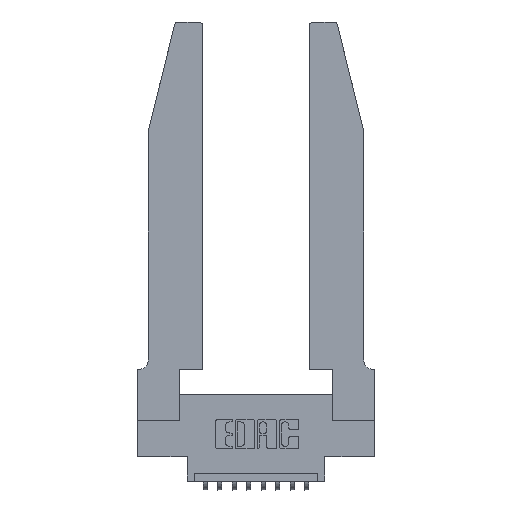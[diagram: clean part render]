
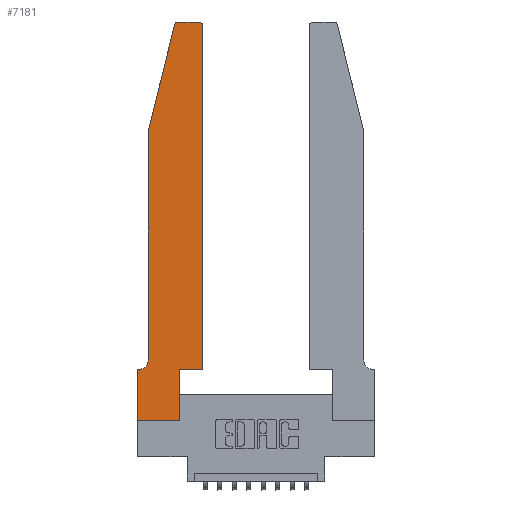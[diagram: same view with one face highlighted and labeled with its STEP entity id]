
A CAD part, top view. The second image highlights one B-rep face of the part: STEP entity #7181.
In plain terms, the highlighted planar face has unit normal (0, 0, 1).
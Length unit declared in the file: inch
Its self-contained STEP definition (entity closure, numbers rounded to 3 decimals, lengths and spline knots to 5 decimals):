
#59 = EDGE_CURVE ( 'NONE', #569, #12011, #6287, .T. ) ;
#80 = EDGE_CURVE ( 'NONE', #14140, #2906, #13489, .T. ) ;
#419 = AXIS2_PLACEMENT_3D ( 'NONE', #1052, #11827, #14345 ) ;
#569 = VERTEX_POINT ( 'NONE', #13866 ) ;
#1052 = CARTESIAN_POINT ( 'NONE',  ( 0.284, 2.72, 0.37 ) ) ;
#1091 = DIRECTION ( 'NONE',  ( -1., 0., 0. ) ) ;
#1191 = VECTOR ( 'NONE', #2129, 39.37008 ) ;
#1441 = CARTESIAN_POINT ( 'NONE',  ( 0., 0.35, 0.37 ) ) ;
#1729 = EDGE_CURVE ( 'NONE', #8605, #14140, #8349, .T. ) ;
#1910 = LINE ( 'NONE', #13972, #10589 ) ;
#1981 = CARTESIAN_POINT ( 'NONE',  ( 0.0755, 0.35, 0.37 ) ) ;
#2129 = DIRECTION ( 'NONE',  ( 0., 1., 0. ) ) ;
#2186 = CARTESIAN_POINT ( 'NONE',  ( 0.4505, 0.35, 0.37 ) ) ;
#2354 = CIRCLE ( 'NONE', #3023, 0.07 ) ;
#2906 = VERTEX_POINT ( 'NONE', #11324 ) ;
#3023 = AXIS2_PLACEMENT_3D ( 'NONE', #15517, #8253, #1091 ) ;
#3254 = EDGE_CURVE ( 'NONE', #2906, #14124, #14473, .T. ) ;
#3437 = CARTESIAN_POINT ( 'NONE',  ( 0., 0., 0.37 ) ) ;
#3454 = ORIENTED_EDGE ( 'NONE', *, *, #59, .T. ) ;
#3527 = VECTOR ( 'NONE', #12391, 39.37008 ) ;
#3637 = EDGE_CURVE ( 'NONE', #14124, #5344, #6136, .T. ) ;
#3766 = EDGE_CURVE ( 'NONE', #6600, #6795, #12382, .T. ) ;
#3784 = CARTESIAN_POINT ( 'NONE',  ( 0.0755, 0.42, 0.37 ) ) ;
#3907 = CARTESIAN_POINT ( 'NONE',  ( 0., 0., 0.37 ) ) ;
#4170 = CARTESIAN_POINT ( 'NONE',  ( 0.2605, 2.75, 0.37 ) ) ;
#4288 = CARTESIAN_POINT ( 'NONE',  ( 0.4505, 0.35, 0.37 ) ) ;
#4536 = CARTESIAN_POINT ( 'NONE',  ( 0.4505, 0.35, 0.37 ) ) ;
#4702 = EDGE_CURVE ( 'NONE', #10688, #569, #2354, .T. ) ;
#4878 = ORIENTED_EDGE ( 'NONE', *, *, #80, .T. ) ;
#4951 = ORIENTED_EDGE ( 'NONE', *, *, #11754, .T. ) ;
#4980 = ORIENTED_EDGE ( 'NONE', *, *, #14695, .T. ) ;
#5344 = VERTEX_POINT ( 'NONE', #7068 ) ;
#5534 = EDGE_CURVE ( 'NONE', #12011, #6600, #7140, .T. ) ;
#5790 = DIRECTION ( 'NONE',  ( 1., 0., 0. ) ) ;
#6135 = PLANE ( 'NONE',  #11497 ) ;
#6136 = CIRCLE ( 'NONE', #419, 0.03 ) ;
#6168 = DIRECTION ( 'NONE',  ( 1., 0., 0. ) ) ;
#6223 = AXIS2_PLACEMENT_3D ( 'NONE', #6832, #10573, #5790 ) ;
#6287 = LINE ( 'NONE', #1981, #11040 ) ;
#6384 = DIRECTION ( 'NONE',  ( 0., -1., 0. ) ) ;
#6600 = VERTEX_POINT ( 'NONE', #7673 ) ;
#6795 = VERTEX_POINT ( 'NONE', #11592 ) ;
#6832 = CARTESIAN_POINT ( 'NONE',  ( 0.4205, 2.72, 0.37 ) ) ;
#6864 = FACE_OUTER_BOUND ( 'NONE', #13536, .T. ) ;
#7068 = CARTESIAN_POINT ( 'NONE',  ( 0.25487, 2.72718, 0.37 ) ) ;
#7140 = LINE ( 'NONE', #3907, #3527 ) ;
#7181 = ADVANCED_FACE ( 'NONE', ( #6864 ), #6135, .T. ) ;
#7673 = CARTESIAN_POINT ( 'NONE',  ( 0., 0., 0.37 ) ) ;
#7918 = LINE ( 'NONE', #15232, #9789 ) ;
#8126 = LINE ( 'NONE', #4536, #12287 ) ;
#8253 = DIRECTION ( 'NONE',  ( 0., 0., -1. ) ) ;
#8346 = CARTESIAN_POINT ( 'NONE',  ( 0.2865, 0.35, 0.37 ) ) ;
#8349 = LINE ( 'NONE', #2186, #1191 ) ;
#8411 = ORIENTED_EDGE ( 'NONE', *, *, #1729, .T. ) ;
#8605 = VERTEX_POINT ( 'NONE', #4288 ) ;
#8646 = EDGE_CURVE ( 'NONE', #6795, #9860, #1910, .T. ) ;
#8867 = CARTESIAN_POINT ( 'NONE',  ( 0.4505, 2.72, 0.37 ) ) ;
#9347 = VECTOR ( 'NONE', #11261, 39.37008 ) ;
#9643 = ORIENTED_EDGE ( 'NONE', *, *, #8646, .T. ) ;
#9688 = CARTESIAN_POINT ( 'NONE',  ( 0., 0.35, 0.37 ) ) ;
#9724 = VERTEX_POINT ( 'NONE', #10609 ) ;
#9756 = CARTESIAN_POINT ( 'NONE',  ( 0.0755, 2., 0.37 ) ) ;
#9789 = VECTOR ( 'NONE', #11473, 39.37008 ) ;
#9839 = DIRECTION ( 'NONE',  ( 0., 0., 1. ) ) ;
#9860 = VERTEX_POINT ( 'NONE', #8346 ) ;
#9884 = ORIENTED_EDGE ( 'NONE', *, *, #3766, .T. ) ;
#10573 = DIRECTION ( 'NONE',  ( 0., 0., 1. ) ) ;
#10589 = VECTOR ( 'NONE', #12754, 39.37008 ) ;
#10609 = CARTESIAN_POINT ( 'NONE',  ( 0.0755, 2., 0.37 ) ) ;
#10634 = DIRECTION ( 'NONE',  ( 1., 0., 0. ) ) ;
#10662 = VECTOR ( 'NONE', #6384, 39.37008 ) ;
#10688 = VERTEX_POINT ( 'NONE', #3784 ) ;
#10766 = ORIENTED_EDGE ( 'NONE', *, *, #10883, .T. ) ;
#10883 = EDGE_CURVE ( 'NONE', #9860, #8605, #8126, .T. ) ;
#11040 = VECTOR ( 'NONE', #15005, 39.37008 ) ;
#11217 = ORIENTED_EDGE ( 'NONE', *, *, #3637, .T. ) ;
#11261 = DIRECTION ( 'NONE',  ( -1., 0., 0. ) ) ;
#11324 = CARTESIAN_POINT ( 'NONE',  ( 0.4205, 2.75, 0.37 ) ) ;
#11473 = DIRECTION ( 'NONE',  ( -0.239, -0.971, 0. ) ) ;
#11497 = AXIS2_PLACEMENT_3D ( 'NONE', #1441, #9839, #12365 ) ;
#11592 = CARTESIAN_POINT ( 'NONE',  ( 0.2865, 0., 0.37 ) ) ;
#11754 = EDGE_CURVE ( 'NONE', #5344, #9724, #7918, .T. ) ;
#11827 = DIRECTION ( 'NONE',  ( 0., 0., 1. ) ) ;
#12011 = VERTEX_POINT ( 'NONE', #9688 ) ;
#12074 = ORIENTED_EDGE ( 'NONE', *, *, #5534, .T. ) ;
#12198 = VECTOR ( 'NONE', #10634, 39.37008 ) ;
#12287 = VECTOR ( 'NONE', #6168, 39.37008 ) ;
#12365 = DIRECTION ( 'NONE',  ( 1., 0., 0. ) ) ;
#12382 = LINE ( 'NONE', #3437, #12198 ) ;
#12391 = DIRECTION ( 'NONE',  ( 0., -1., 0. ) ) ;
#12558 = LINE ( 'NONE', #9756, #10662 ) ;
#12754 = DIRECTION ( 'NONE',  ( 0., 1., 0. ) ) ;
#13272 = ORIENTED_EDGE ( 'NONE', *, *, #3254, .T. ) ;
#13489 = CIRCLE ( 'NONE', #6223, 0.03 ) ;
#13536 = EDGE_LOOP ( 'NONE', ( #13272, #11217, #4951, #4980, #15456, #3454, #12074, #9884, #9643, #10766, #8411, #4878 ) ) ;
#13866 = CARTESIAN_POINT ( 'NONE',  ( 0.0055, 0.35, 0.37 ) ) ;
#13972 = CARTESIAN_POINT ( 'NONE',  ( 0.2865, 0.35, 0.37 ) ) ;
#14124 = VERTEX_POINT ( 'NONE', #14839 ) ;
#14140 = VERTEX_POINT ( 'NONE', #8867 ) ;
#14345 = DIRECTION ( 'NONE',  ( 1., 0., 0. ) ) ;
#14473 = LINE ( 'NONE', #4170, #9347 ) ;
#14695 = EDGE_CURVE ( 'NONE', #9724, #10688, #12558, .T. ) ;
#14839 = CARTESIAN_POINT ( 'NONE',  ( 0.284, 2.75, 0.37 ) ) ;
#15005 = DIRECTION ( 'NONE',  ( -1., 0., 0. ) ) ;
#15232 = CARTESIAN_POINT ( 'NONE',  ( 0.0755, 2., 0.37 ) ) ;
#15456 = ORIENTED_EDGE ( 'NONE', *, *, #4702, .T. ) ;
#15517 = CARTESIAN_POINT ( 'NONE',  ( 0.0055, 0.42, 0.37 ) ) ;
